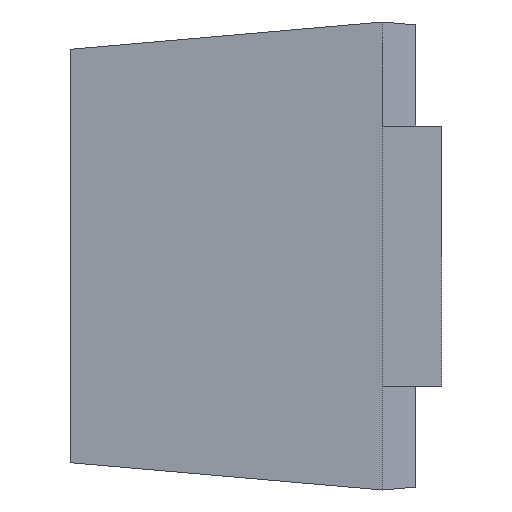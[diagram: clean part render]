
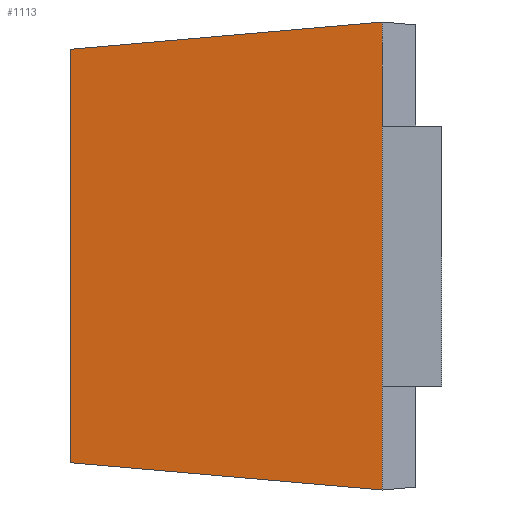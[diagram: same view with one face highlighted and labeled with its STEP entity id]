
A CAD part, left-side view. The second image highlights one B-rep face of the part: STEP entity #1113.
In plain terms, the highlighted planar face has unit normal (-0.996, 0.087, 0).
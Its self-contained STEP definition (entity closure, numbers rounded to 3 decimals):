
#25 = DIRECTION ( 'NONE',  ( -0.087, -0.992, 0.087 ) ) ;
#36 = VECTOR ( 'NONE', #625, 1000. ) ;
#48 = DIRECTION ( 'NONE',  ( 0., 0., 1. ) ) ;
#82 = FACE_OUTER_BOUND ( 'NONE', #1081, .T. ) ;
#99 = VERTEX_POINT ( 'NONE', #671 ) ;
#107 = DIRECTION ( 'NONE',  ( 0., 0., 1. ) ) ;
#134 = CARTESIAN_POINT ( 'NONE',  ( -1.4, 0.23, 0.9 ) ) ;
#165 = CARTESIAN_POINT ( 'NONE',  ( -1.4, 0.23, -0.9 ) ) ;
#206 = CARTESIAN_POINT ( 'NONE',  ( -1.4, 0.23, 0.9 ) ) ;
#226 = VERTEX_POINT ( 'NONE', #527 ) ;
#251 = ORIENTED_EDGE ( 'NONE', *, *, #551, .T. ) ;
#255 = VECTOR ( 'NONE', #791, 1000. ) ;
#269 = EDGE_CURVE ( 'NONE', #895, #99, #449, .T. ) ;
#329 = CARTESIAN_POINT ( 'NONE',  ( -1.295, 1.43, 0.9 ) ) ;
#335 = CARTESIAN_POINT ( 'NONE',  ( -1.4, 0.23, 0.9 ) ) ;
#339 = DIRECTION ( 'NONE',  ( -0.996, 0.087, 0. ) ) ;
#345 = ORIENTED_EDGE ( 'NONE', *, *, #269, .T. ) ;
#404 = LINE ( 'NONE', #928, #606 ) ;
#427 = CARTESIAN_POINT ( 'NONE',  ( -1.295, 1.43, 0.795 ) ) ;
#449 = LINE ( 'NONE', #134, #36 ) ;
#520 = PLANE ( 'NONE',  #542 ) ;
#527 = CARTESIAN_POINT ( 'NONE',  ( -1.4, 0.23, 0.5 ) ) ;
#542 = AXIS2_PLACEMENT_3D ( 'NONE', #335, #339, #743 ) ;
#551 = EDGE_CURVE ( 'NONE', #948, #895, #742, .T. ) ;
#579 = EDGE_CURVE ( 'NONE', #1177, #613, #977, .T. ) ;
#589 = ORIENTED_EDGE ( 'NONE', *, *, #924, .F. ) ;
#606 = VECTOR ( 'NONE', #1024, 1000. ) ;
#613 = VERTEX_POINT ( 'NONE', #1168 ) ;
#625 = DIRECTION ( 'NONE',  ( 0., 0., 1. ) ) ;
#639 = LINE ( 'NONE', #1237, #982 ) ;
#671 = CARTESIAN_POINT ( 'NONE',  ( -1.4, 0.23, -0.5 ) ) ;
#689 = ORIENTED_EDGE ( 'NONE', *, *, #1132, .T. ) ;
#742 = LINE ( 'NONE', #978, #255 ) ;
#743 = DIRECTION ( 'NONE',  ( -0.087, -0.996, 0. ) ) ;
#791 = DIRECTION ( 'NONE',  ( -0.087, -0.992, -0.087 ) ) ;
#796 = LINE ( 'NONE', #329, #886 ) ;
#884 = CARTESIAN_POINT ( 'NONE',  ( -1.295, 1.43, -0.795 ) ) ;
#886 = VECTOR ( 'NONE', #48, 1000. ) ;
#895 = VERTEX_POINT ( 'NONE', #165 ) ;
#924 = EDGE_CURVE ( 'NONE', #948, #1177, #796, .T. ) ;
#928 = CARTESIAN_POINT ( 'NONE',  ( -1.4, 0.23, 0.9 ) ) ;
#941 = VECTOR ( 'NONE', #25, 1000. ) ;
#946 = EDGE_CURVE ( 'NONE', #99, #226, #639, .T. ) ;
#948 = VERTEX_POINT ( 'NONE', #884 ) ;
#977 = LINE ( 'NONE', #206, #941 ) ;
#978 = CARTESIAN_POINT ( 'NONE',  ( -1.386, 0.385, -0.886 ) ) ;
#982 = VECTOR ( 'NONE', #107, 1000. ) ;
#1024 = DIRECTION ( 'NONE',  ( 0., 0., 1. ) ) ;
#1066 = ORIENTED_EDGE ( 'NONE', *, *, #946, .T. ) ;
#1081 = EDGE_LOOP ( 'NONE', ( #589, #251, #345, #1066, #689, #1195 ) ) ;
#1113 = ADVANCED_FACE ( 'NONE', ( #82 ), #520, .T. ) ;
#1132 = EDGE_CURVE ( 'NONE', #226, #613, #404, .T. ) ;
#1168 = CARTESIAN_POINT ( 'NONE',  ( -1.4, 0.23, 0.9 ) ) ;
#1177 = VERTEX_POINT ( 'NONE', #427 ) ;
#1195 = ORIENTED_EDGE ( 'NONE', *, *, #579, .F. ) ;
#1237 = CARTESIAN_POINT ( 'NONE',  ( -1.4, 0.23, 0.9 ) ) ;
